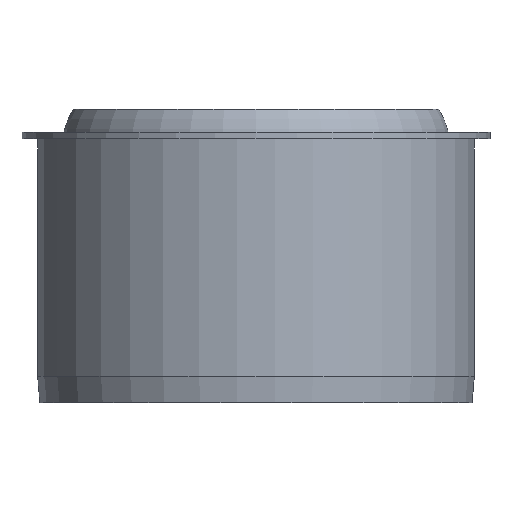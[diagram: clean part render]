
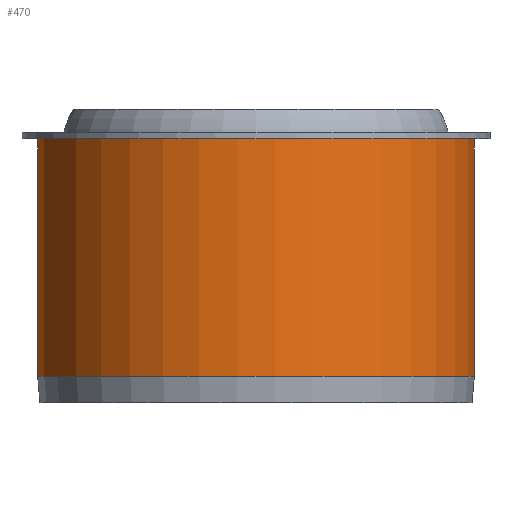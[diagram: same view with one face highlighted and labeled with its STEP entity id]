
A CAD part, front view. The second image highlights one B-rep face of the part: STEP entity #470.
In plain terms, the highlighted cylindrical face has radius 665 mm (diameter 1330 mm), a full revolution.
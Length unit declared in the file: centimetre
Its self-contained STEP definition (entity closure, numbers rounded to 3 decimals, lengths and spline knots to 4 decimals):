
#39=LINE('',#794,#54);
#54=VECTOR('',#605,66.5);
#69=CYLINDRICAL_SURFACE('',#507,66.5);
#85=FACE_OUTER_BOUND('',#116,.T.);
#116=EDGE_LOOP('',(#324,#325,#326,#327));
#149=CIRCLE('',#505,66.5);
#151=CIRCLE('',#508,66.5);
#205=VERTEX_POINT('',#787);
#207=VERTEX_POINT('',#792);
#251=EDGE_CURVE('',#205,#205,#149,.T.);
#253=EDGE_CURVE('',#207,#207,#151,.T.);
#254=EDGE_CURVE('',#207,#205,#39,.T.);
#324=ORIENTED_EDGE('',*,*,#253,.F.);
#325=ORIENTED_EDGE('',*,*,#254,.T.);
#326=ORIENTED_EDGE('',*,*,#251,.F.);
#327=ORIENTED_EDGE('',*,*,#254,.F.);
#470=ADVANCED_FACE('',(#85),#69,.T.);
#505=AXIS2_PLACEMENT_3D('',#788,#597,#598);
#507=AXIS2_PLACEMENT_3D('',#791,#601,#602);
#508=AXIS2_PLACEMENT_3D('',#793,#603,#604);
#597=DIRECTION('center_axis',(0.,0.,
1.));
#598=DIRECTION('ref_axis',(0.707,-0.707,0.));
#601=DIRECTION('center_axis',(0.,0.,
-1.));
#602=DIRECTION('ref_axis',(0.707,-0.707,0.));
#603=DIRECTION('center_axis',(0.,0.,
-1.));
#604=DIRECTION('ref_axis',(0.707,-0.707,0.));
#605=DIRECTION('',(0.,0.,1.));
#787=CARTESIAN_POINT('',(18.7775,47.0226,80.));
#788=CARTESIAN_POINT('Origin',(65.8001,0.,80.));
#791=CARTESIAN_POINT('Origin',(65.8001,0.,44.));
#792=CARTESIAN_POINT('',(18.7775,47.0226,8.));
#793=CARTESIAN_POINT('Origin',(65.8001,0.,8.));
#794=CARTESIAN_POINT('',(18.7775,47.0226,44.));
